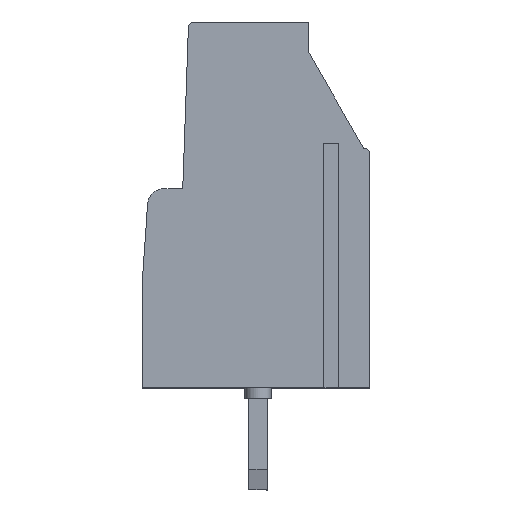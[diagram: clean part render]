
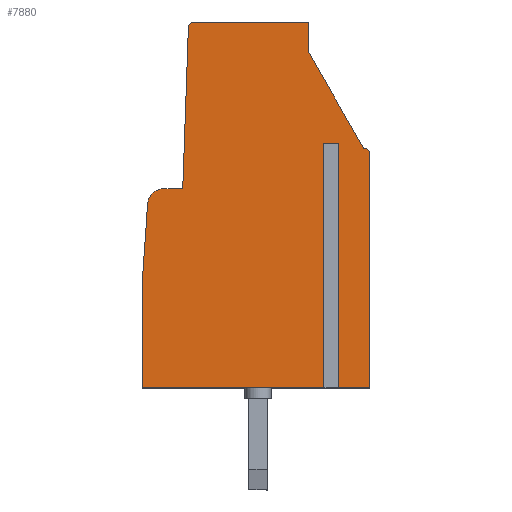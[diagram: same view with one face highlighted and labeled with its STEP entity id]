
A CAD part, top view. The second image highlights one B-rep face of the part: STEP entity #7880.
In plain terms, the highlighted face is planar.
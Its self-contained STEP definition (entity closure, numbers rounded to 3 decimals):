
#100=CARTESIAN_POINT('',(-43.39,87.486,
   -7.5));
#110=VERTEX_POINT('',#100);
#160=CARTESIAN_POINT('',(0.,87.486,
   -7.5));
#170=DIRECTION('',(1.,0.,
   0.));
#180=VECTOR('',#170,1.);
#190=LINE('',#160,#180);
#200=CARTESIAN_POINT('',(-43.804,87.486,
   -7.5));
#210=VERTEX_POINT('',#200);
#220=EDGE_CURVE('',#210,#110,#190,.T.);
#6630=CARTESIAN_POINT('',(0.,0.,
   -7.5));
#6640=DIRECTION('',(0.,0.,
   1.));
#6650=DIRECTION('',(1.,0.,
   0.));
#6660=AXIS2_PLACEMENT_3D('',#6630,#6640,#6650);
#6670=PLANE('',#6660);
#6680=CARTESIAN_POINT('',(-36.87,93.186
   ,-7.5));
#6690=DIRECTION('',(0.,0.,
   1.));
#6700=DIRECTION('',(1.,0.,
   0.));
#6710=AXIS2_PLACEMENT_3D('',#6680,#6690,#6700);
#6720=CIRCLE('',#6710,0.3);
#6730=CARTESIAN_POINT('',(-36.57,93.196
   ,-7.5));
#6740=VERTEX_POINT('',#6730);
#6750=CARTESIAN_POINT('',(-36.87,93.486
   ,-7.5));
#6760=VERTEX_POINT('',#6750);
#6770=EDGE_CURVE('',#6740,#6760,#6720,.T.);
#6780=ORIENTED_EDGE('',*,*,#6770,.F.);
#6790=CARTESIAN_POINT('',(-42.497,93.486
   ,-7.5));
#6800=DIRECTION('',(1.,0.,
   0.));
#6810=VECTOR('',#6800,1.);
#6820=LINE('',#6790,#6810);
#6830=CARTESIAN_POINT('',(-42.497,93.486
   ,-7.5));
#6840=VERTEX_POINT('',#6830);
#6850=EDGE_CURVE('',#6840,#6760,#6820,.T.);
#6860=ORIENTED_EDGE('',*,*,#6850,.T.);
#6870=CARTESIAN_POINT('',(-42.497,91.962
   ,-7.5));
#6880=DIRECTION('',(0.,1.,
   0.));
#6890=VECTOR('',#6880,1.);
#6900=LINE('',#6870,#6890);
#6910=CARTESIAN_POINT('',(-42.497,91.962
   ,-7.5));
#6920=VERTEX_POINT('',#6910);
#6930=EDGE_CURVE('',#6920,#6840,#6900,.T.);
#6940=ORIENTED_EDGE('',*,*,#6930,.T.);
#6950=CARTESIAN_POINT('',(-45.197,87.286
   ,-7.5));
#6960=DIRECTION('',(0.5,0.866,
   0.));
#6970=VECTOR('',#6960,1.);
#6980=LINE('',#6950,#6970);
#6990=CARTESIAN_POINT('',(-45.197,87.286
   ,-7.5));
#7000=VERTEX_POINT('',#6990);
#7010=EDGE_CURVE('',#7000,#6920,#6980,.T.);
#7020=ORIENTED_EDGE('',*,*,#7010,.T.);
#7030=CARTESIAN_POINT('',(-45.197,86.986
   ,-7.5));
#7040=DIRECTION('',(0.,0.,
   1.));
#7050=DIRECTION('',(1.,0.,
   0.));
#7060=AXIS2_PLACEMENT_3D('',#7030,#7040,#7050);
#7070=CIRCLE('',#7060,0.3);
#7080=CARTESIAN_POINT('',(-45.497,86.986
   ,-7.5));
#7090=VERTEX_POINT('',#7080);
#7100=EDGE_CURVE('',#7000,#7090,#7070,.T.);
#7110=ORIENTED_EDGE('',*,*,#7100,.F.);
#7120=CARTESIAN_POINT('',(-45.497,75.486
   ,-7.5));
#7130=DIRECTION('',(0.,1.,
   0.));
#7140=VECTOR('',#7130,1.);
#7150=LINE('',#7120,#7140);
#7160=CARTESIAN_POINT('',(-45.497,75.486
   ,-7.5));
#7170=VERTEX_POINT('',#7160);
#7180=EDGE_CURVE('',#7170,#7090,#7150,.T.);
#7190=ORIENTED_EDGE('',*,*,#7180,.T.);
#7200=CARTESIAN_POINT('',(-45.497,75.486
   ,-7.5));
#7210=DIRECTION('',(1.,0.,
   0.));
#7220=VECTOR('',#7210,1.);
#7230=LINE('',#7200,#7220);
#7240=CARTESIAN_POINT('',(-43.804,75.486
   ,-7.5));
#7250=VERTEX_POINT('',#7240);
#7260=EDGE_CURVE('',#7170,#7250,#7230,.T.);
#7270=ORIENTED_EDGE('',*,*,#7260,.F.);
#7280=CARTESIAN_POINT('',(-43.804,0.
   ,-7.5));
#7290=DIRECTION('',(0.,-1.,
   0.));
#7300=VECTOR('',#7290,1.);
#7310=LINE('',#7280,#7300);
#7320=EDGE_CURVE('',#210,#7250,#7310,.T.);
#7330=ORIENTED_EDGE('',*,*,#7320,.T.);
#7340=ORIENTED_EDGE('',*,*,#220,.F.);
#7350=CARTESIAN_POINT('',(-43.39,0.
   ,-7.5));
#7360=DIRECTION('',(0.,1.,
   0.));
#7370=VECTOR('',#7360,1.);
#7380=LINE('',#7350,#7370);
#7390=CARTESIAN_POINT('',(-43.39,75.486
   ,-7.5));
#7400=VERTEX_POINT('',#7390);
#7410=EDGE_CURVE('',#7400,#110,#7380,.T.);
#7420=ORIENTED_EDGE('',*,*,#7410,.T.);
#7430=CARTESIAN_POINT('',(-34.297,75.486
   ,-7.5));
#7440=VERTEX_POINT('',#7430);
#7450=EDGE_CURVE('',#7400,#7440,#7230,.T.);
#7460=ORIENTED_EDGE('',*,*,#7450,.F.);
#7470=CARTESIAN_POINT('',(-34.297,80.656
   ,-7.5));
#7480=DIRECTION('',(0.,-1.,
   0.));
#7490=VECTOR('',#7480,1.);
#7500=LINE('',#7470,#7490);
#7510=CARTESIAN_POINT('',(-34.297,80.656
   ,-7.5));
#7520=VERTEX_POINT('',#7510);
#7530=EDGE_CURVE('',#7520,#7440,#7500,.T.);
#7540=ORIENTED_EDGE('',*,*,#7530,.T.);
#7550=CARTESIAN_POINT('',(-34.566,84.541
   ,-7.5));
#7560=DIRECTION('',(0.069,-0.998,
   0.));
#7570=VECTOR('',#7560,1.);
#7580=LINE('',#7550,#7570);
#7590=CARTESIAN_POINT('',(-34.566,84.541
   ,-7.5));
#7600=VERTEX_POINT('',#7590);
#7610=EDGE_CURVE('',#7600,#7520,#7580,.T.);
#7620=ORIENTED_EDGE('',*,*,#7610,.T.);
#7630=CARTESIAN_POINT('',(-35.364,84.486
   ,-7.5));
#7640=DIRECTION('',(0.,0.,
   1.));
#7650=DIRECTION('',(1.,0.,
   0.));
#7660=AXIS2_PLACEMENT_3D('',#7630,#7640,#7650);
#7670=CIRCLE('',#7660,0.8);
#7680=CARTESIAN_POINT('',(-35.364,85.286
   ,-7.5));
#7690=VERTEX_POINT('',#7680);
#7700=EDGE_CURVE('',#7600,#7690,#7670,.T.);
#7710=ORIENTED_EDGE('',*,*,#7700,.F.);
#7720=CARTESIAN_POINT('',(-36.294,85.286
   ,-7.5));
#7730=DIRECTION('',(1.,0.,
   0.));
#7740=VECTOR('',#7730,1.);
#7750=LINE('',#7720,#7740);
#7760=CARTESIAN_POINT('',(-36.294,85.286
   ,-7.5));
#7770=VERTEX_POINT('',#7760);
#7780=EDGE_CURVE('',#7770,#7690,#7750,.T.);
#7790=ORIENTED_EDGE('',*,*,#7780,.T.);
#7800=CARTESIAN_POINT('',(-36.57,93.196
   ,-7.5));
#7810=DIRECTION('',(0.035,-0.999,
   0.));
#7820=VECTOR('',#7810,1.);
#7830=LINE('',#7800,#7820);
#7840=EDGE_CURVE('',#6740,#7770,#7830,.T.);
#7850=ORIENTED_EDGE('',*,*,#7840,.T.);
#7860=EDGE_LOOP('',(#7850,#7790,#7710,#7620,#7540,#7460,#7420,#7340,
   #7330,#7270,#7190,#7110,#7020,#6940,#6860,#6780));
#7870=FACE_OUTER_BOUND('',#7860,.T.);
#7880=ADVANCED_FACE('',(#7870),#6670,.F.);
